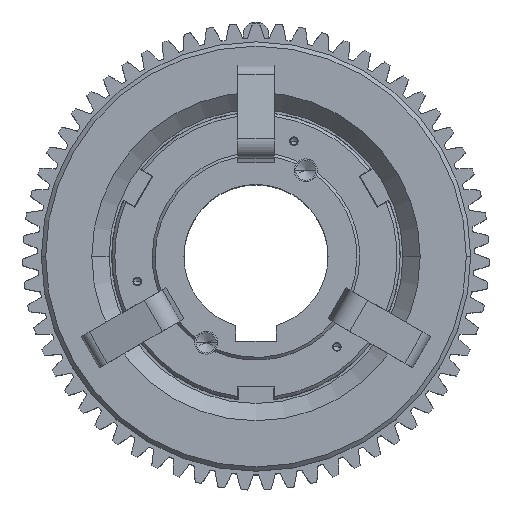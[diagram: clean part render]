
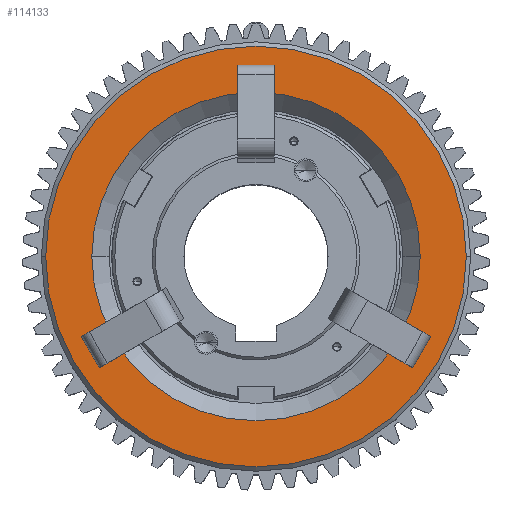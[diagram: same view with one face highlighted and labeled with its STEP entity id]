
A CAD part, top view. The second image highlights one B-rep face of the part: STEP entity #114133.
In plain terms, the highlighted planar face has unit normal (0, 0, 1).
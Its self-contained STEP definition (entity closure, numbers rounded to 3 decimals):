
#15352 = DIRECTION ( 'NONE',  ( 1., 0., 0. ) ) ;
#15355 = DIRECTION ( 'NONE',  ( 0., 0., 1. ) ) ;
#15358 = CARTESIAN_POINT ( 'NONE',  ( 0., 0., -27.9 ) ) ;
#15361 = AXIS2_PLACEMENT_3D ( 'NONE', #15358, #15355, #15352 ) ;
#15377 = PLANE ( 'NONE',  #15361 ) ;
#15380 = FACE_BOUND ( 'NONE', #114157, .T. ) ;
#15381 = FACE_OUTER_BOUND ( 'NONE', #114135, .T. ) ;
#15457 = DIRECTION ( 'NONE',  ( 1., 0., 0. ) ) ;
#15459 = DIRECTION ( 'NONE',  ( 0., 0., -1. ) ) ;
#15461 = CARTESIAN_POINT ( 'NONE',  ( 0., 0., -27.9 ) ) ;
#15462 = AXIS2_PLACEMENT_3D ( 'NONE', #15461, #15459, #15457 ) ;
#15464 = CIRCLE ( 'NONE', #15462, 114. ) ;
#15514 = DIRECTION ( 'NONE',  ( 1., 0., 0. ) ) ;
#15518 = DIRECTION ( 'NONE',  ( 0., 0., 1. ) ) ;
#15521 = CARTESIAN_POINT ( 'NONE',  ( 0., 0., -27.9 ) ) ;
#15523 = AXIS2_PLACEMENT_3D ( 'NONE', #15521, #15518, #15514 ) ;
#15526 = CIRCLE ( 'NONE', #15523, 146. ) ;
#57624 = VERTEX_POINT ( 'NONE', #309663 ) ;
#71634 = VERTEX_POINT ( 'NONE', #313536 ) ;
#71686 = EDGE_CURVE ( 'NONE', #71634, #57624, #313498, .T. ) ;
#73580 = VERTEX_POINT ( 'NONE', #314096 ) ;
#73581 = EDGE_CURVE ( 'NONE', #73580, #73687, #314086, .T. ) ;
#73687 = VERTEX_POINT ( 'NONE', #314242 ) ;
#114133 = ADVANCED_FACE ( 'NONE', ( #15381, #15380 ), #15377, .T. ) ;
#114135 = EDGE_LOOP ( 'NONE', ( #114144, #114153 ) ) ;
#114144 = ORIENTED_EDGE ( 'NONE', *, *, #114146, .T. ) ;
#114146 = EDGE_CURVE ( 'NONE', #57624, #71634, #15526, .T. ) ;
#114153 = ORIENTED_EDGE ( 'NONE', *, *, #71686, .T. ) ;
#114157 = EDGE_LOOP ( 'NONE', ( #114163, #114172 ) ) ;
#114163 = ORIENTED_EDGE ( 'NONE', *, *, #73581, .T. ) ;
#114172 = ORIENTED_EDGE ( 'NONE', *, *, #114186, .T. ) ;
#114186 = EDGE_CURVE ( 'NONE', #73687, #73580, #15464, .T. ) ;
#309663 = CARTESIAN_POINT ( 'NONE',  ( -146., 0., -27.9 ) ) ;
#313487 = DIRECTION ( 'NONE',  ( 1., 0., 0. ) ) ;
#313490 = DIRECTION ( 'NONE',  ( 0., 0., 1. ) ) ;
#313493 = CARTESIAN_POINT ( 'NONE',  ( 0., 0., -27.9 ) ) ;
#313495 = AXIS2_PLACEMENT_3D ( 'NONE', #313493, #313490, #313487 ) ;
#313498 = CIRCLE ( 'NONE', #313495, 146. ) ;
#313536 = CARTESIAN_POINT ( 'NONE',  ( 146., 0., -27.9 ) ) ;
#314077 = DIRECTION ( 'NONE',  ( 1., 0., 0. ) ) ;
#314079 = DIRECTION ( 'NONE',  ( 0., 0., -1. ) ) ;
#314080 = CARTESIAN_POINT ( 'NONE',  ( 0., 0., -27.9 ) ) ;
#314083 = AXIS2_PLACEMENT_3D ( 'NONE', #314080, #314079, #314077 ) ;
#314086 = CIRCLE ( 'NONE', #314083, 114. ) ;
#314096 = CARTESIAN_POINT ( 'NONE',  ( -114., 0., -27.9 ) ) ;
#314242 = CARTESIAN_POINT ( 'NONE',  ( 114., 0., -27.9 ) ) ;
